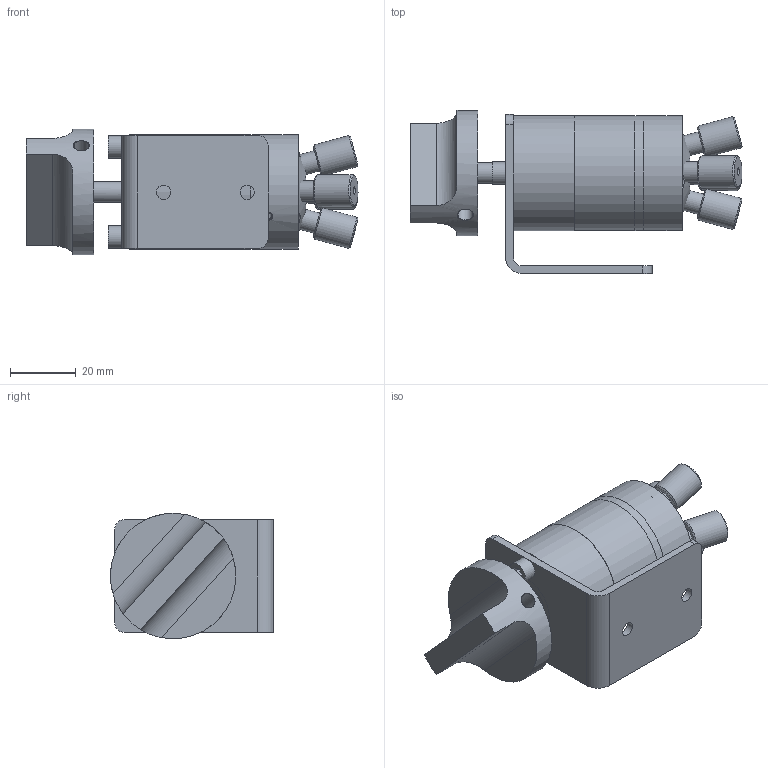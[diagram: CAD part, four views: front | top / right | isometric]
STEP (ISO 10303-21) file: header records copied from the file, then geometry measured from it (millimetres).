
FILE_DESCRIPTION((''),'2;1');
FILE_NAME('312362-C22-3184 Manual actuated 4 port 2-pos valve.stp','2013-08-14T15:46:40',('Franzp'),(''),'Autodesk Inventor 2013','Autodesk Inventor 2013','');
FILE_SCHEMA(('AUTOMOTIVE_DESIGN { 1 0 10303 214 1 1 1 1 }'));
Length unit declared in the file: millimetre
Products named in the file (1): 312362_Shrinkwrap_1
Bounding box: 100.85 x 49.51 x 38.1 mm (x, y, z)
Surface area: 24877.7 mm2 (no closed solid volume)
Topology: 0 solids, 17 shells, 115 faces, 380 edges, 287 vertices
Faces by surface type: plane 65, cylinder 35, cone 15
Full cylindrical faces by diameter (mm): 1.65 x4, 2.156 x1, 4.32 x2, 4.5 x1, 6.15 x3, 6.34 x1, 6.35 x4, 6.8 x2, 9.78 x4, 34.925 x4, 38.1 x1
Entity records: 4541 total; most frequent: CARTESIAN_POINT 1046, DIRECTION 663, ORIENTED_EDGE 506, EDGE_CURVE 329, VERTEX_POINT 278, AXIS2_PLACEMENT_3D 258, EDGE_LOOP 219, VECTOR 147
